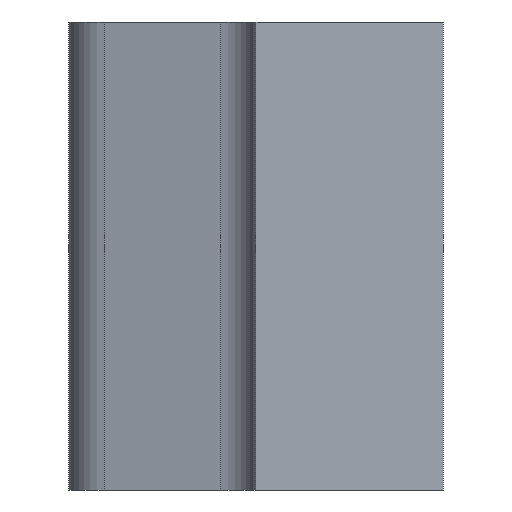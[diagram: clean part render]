
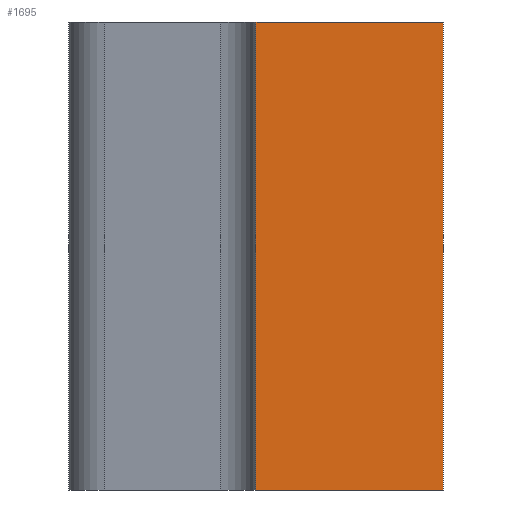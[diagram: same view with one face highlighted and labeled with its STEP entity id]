
A CAD part, left-side view. The second image highlights one B-rep face of the part: STEP entity #1695.
In plain terms, the highlighted planar face has unit normal (-1, 0, 0).
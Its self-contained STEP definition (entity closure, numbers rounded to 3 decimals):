
#77=FACE_OUTER_BOUND('',#173,.T.);
#173=EDGE_LOOP('',(#1255,#1256,#1257,#1258));
#304=LINE('',#2482,#532);
#313=LINE('',#2499,#541);
#318=LINE('',#2509,#546);
#320=LINE('',#2513,#548);
#532=VECTOR('',#2015,10.);
#541=VECTOR('',#2030,10.);
#546=VECTOR('',#2039,10.);
#548=VECTOR('',#2045,10.);
#741=VERTEX_POINT('',#2479);
#742=VERTEX_POINT('',#2481);
#747=VERTEX_POINT('',#2497);
#750=VERTEX_POINT('',#2507);
#922=EDGE_CURVE('',#742,#741,#304,.T.);
#931=EDGE_CURVE('',#747,#741,#313,.T.);
#936=EDGE_CURVE('',#750,#747,#318,.T.);
#938=EDGE_CURVE('',#750,#742,#320,.T.);
#1255=ORIENTED_EDGE('',*,*,#938,.T.);
#1256=ORIENTED_EDGE('',*,*,#922,.T.);
#1257=ORIENTED_EDGE('',*,*,#931,.F.);
#1258=ORIENTED_EDGE('',*,*,#936,.F.);
#1604=PLANE('',#1820);
#1695=ADVANCED_FACE('',(#77),#1604,.T.);
#1820=AXIS2_PLACEMENT_3D('',#2512,#2043,#2044);
#2015=DIRECTION('',(0.,1.,0.));
#2030=DIRECTION('',(0.,0.,1.));
#2039=DIRECTION('',(0.,1.,0.));
#2043=DIRECTION('center_axis',(-1.,0.,0.));
#2044=DIRECTION('ref_axis',(0.,0.,1.));
#2045=DIRECTION('',(0.,0.,1.));
#2479=CARTESIAN_POINT('',(-0.5,0.2,0.25));
#2481=CARTESIAN_POINT('',(-0.5,0.,0.25));
#2482=CARTESIAN_POINT('',(-0.5,0.,0.25));
#2497=CARTESIAN_POINT('',(-0.5,0.2,-0.25));
#2499=CARTESIAN_POINT('',(-0.5,0.2,-0.25));
#2507=CARTESIAN_POINT('',(-0.5,0.,-0.25));
#2509=CARTESIAN_POINT('',(-0.5,0.,-0.25));
#2512=CARTESIAN_POINT('Origin',(-0.5,0.,-0.25));
#2513=CARTESIAN_POINT('',(-0.5,0.,-0.25));
